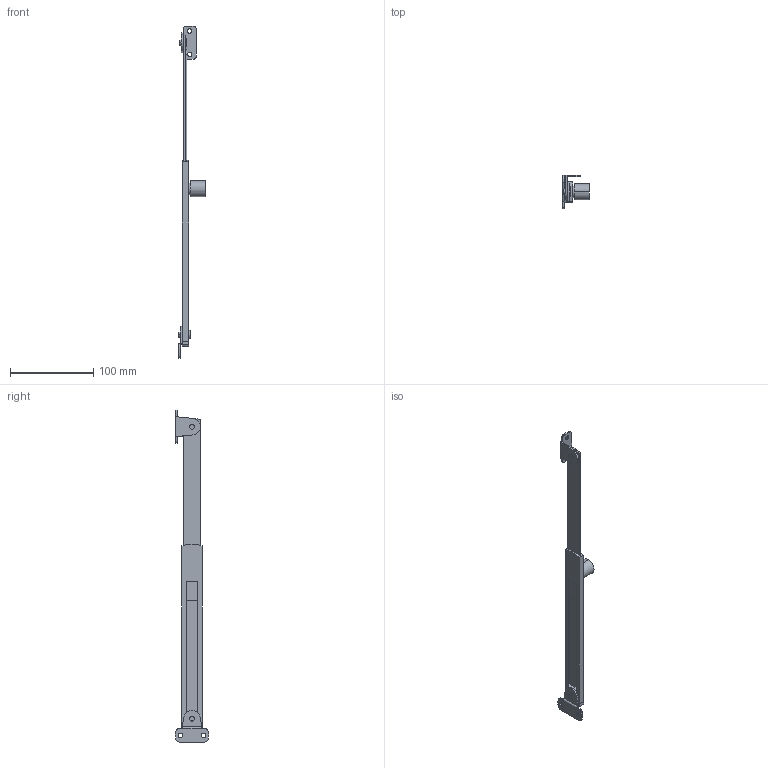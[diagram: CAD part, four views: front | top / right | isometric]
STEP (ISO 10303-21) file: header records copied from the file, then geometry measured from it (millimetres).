
FILE_DESCRIPTION (( 'STEP AP203' ), '1' );
FILE_NAME ('B-1475-1-1.STEP', '2019-07-04T05:31:27', ( '' ), ( '' ), 'SwSTEP 2.0', 'SolidWorks 2014', '' );
FILE_SCHEMA (( 'CONFIG_CONTROL_DESIGN' ));
Length unit declared in the file: millimetre
Products named in the file (10): B-1475-1-1ナイロンワッシャー_; B-1475-1-1僗僥乕_; B-1475-1-1僽儔働僢僩Z2_; B-1475-1-1僽儔働僢僩L1_; B-1475-1-1傾乕儉僺儞_; B-1475-1-1; B-1475-1-1傾乕儉_; B-1475-1-1僣儅儈_; B-1475-1-1僗僥乕僺儞_; B-1475-1-1僄儞僪僉儍僢僾_
Assembly tree (9 placements, depth 2):
  B-1475-1-1
    B-1475-1-1僗僥乕_
    B-1475-1-1傾乕儉_
    B-1475-1-1傾乕儉僺儞_
    B-1475-1-1ナイロンワッシャー_
    B-1475-1-1僽儔働僢僩L1_
    B-1475-1-1僗僥乕僺儞_
    B-1475-1-1僽儔働僢僩Z2_
    B-1475-1-1僄儞僪僉儍僢僾_
    B-1475-1-1僣儅儈_
Bounding box: 31.8 x 39.86 x 398 mm (x, y, z)
Volume: 35750.2 mm3; surface area: 40446.2 mm2
Topology: 9 solids, 9 shells, 141 faces, 342 edges, 226 vertices
Faces by surface type: plane 74, cylinder 64, torus 3
Entity records: 5289 total; most frequent: DIRECTION 771, CARTESIAN_POINT 753, ORIENTED_EDGE 684, EDGE_CURVE 342, AXIS2_PLACEMENT_3D 284, VERTEX_POINT 226, VECTOR 203, LINE 203
